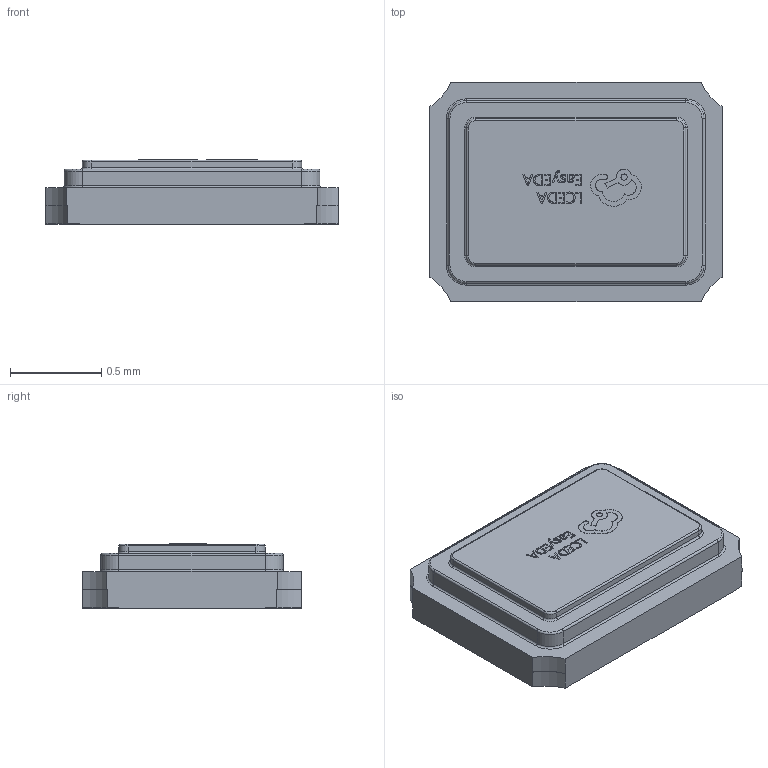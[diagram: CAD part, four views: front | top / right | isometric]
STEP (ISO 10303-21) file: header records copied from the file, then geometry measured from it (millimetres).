
FILE_DESCRIPTION (( 'STEP AP214' ), '1' );
FILE_NAME ('OSC-SMD_4P-L1.6-W1.2-H0.4-BL.step', '2022-07-07T03:15:42', ( '' ), ( '' ), 'SwSTEP 2.0', 'SolidWorks 2020', '' );
FILE_SCHEMA (( 'AUTOMOTIVE_DESIGN' ));
Length unit declared in the file: millimetre
Products named in the file (1): OSC-SMD_4P-L1.6-W1.2-H0.4-BL
Bounding box: 1.6 x 1.2 x 0.35 mm (x, y, z)
Volume: 0.6 mm3; surface area: 5.4 mm2
Topology: 1 solids, 1 shells, 380 faces, 1018 edges, 668 vertices
Faces by surface type: plane 220, bspline 112, cylinder 32, torus 16
Entity records: 17172 total; most frequent: CARTESIAN_POINT 4171, ORIENTED_EDGE 2036, DIRECTION 1408, EDGE_CURVE 1018, VECTOR 710, LINE 710, VERTEX_POINT 668, EDGE_LOOP 408
